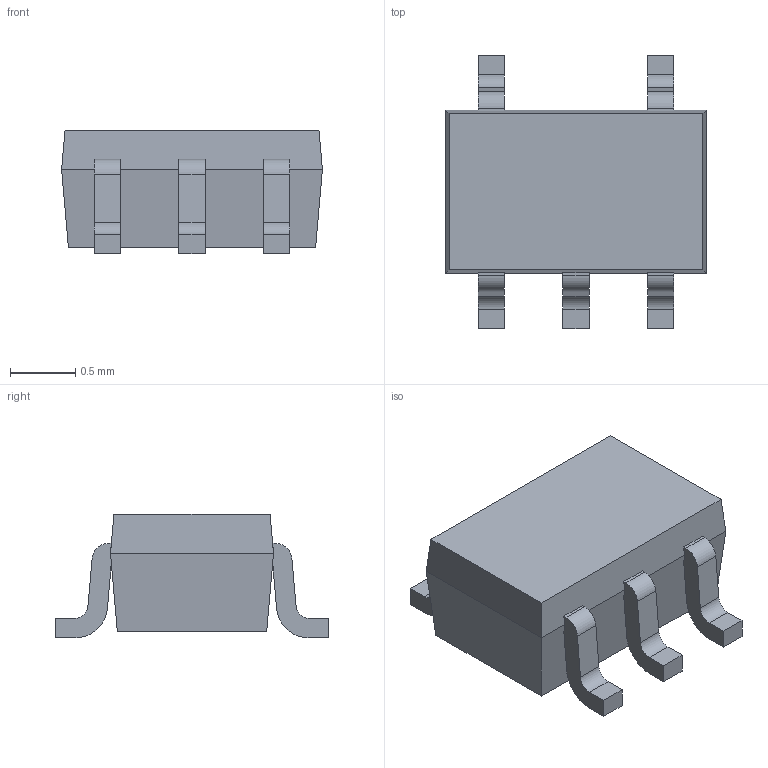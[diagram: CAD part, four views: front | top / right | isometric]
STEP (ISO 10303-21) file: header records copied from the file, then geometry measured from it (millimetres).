
FILE_DESCRIPTION (( 'STEP AP214' ), '1' );
FILE_NAME ('USV.STEP', '2018-02-08T06:44:08', ( 'admin' ), ( 'Microsoft' ), 'SwSTEP 2.0', 'SolidWorks 2015', '' );
FILE_SCHEMA (( 'AUTOMOTIVE_DESIGN' ));
Length unit declared in the file: millimetre
Products named in the file (1): USV
Bounding box: 2 x 2.1 x 0.95 mm (x, y, z)
Volume: 2.3 mm3; surface area: 13.6 mm2
Topology: 6 solids, 6 shells, 75 faces, 185 edges, 122 vertices
Faces by surface type: plane 60, cylinder 15
Entity records: 2276 total; most frequent: CARTESIAN_POINT 383, ORIENTED_EDGE 370, DIRECTION 367, EDGE_CURVE 185, LINE 155, VECTOR 155, VERTEX_POINT 122, AXIS2_PLACEMENT_3D 106
